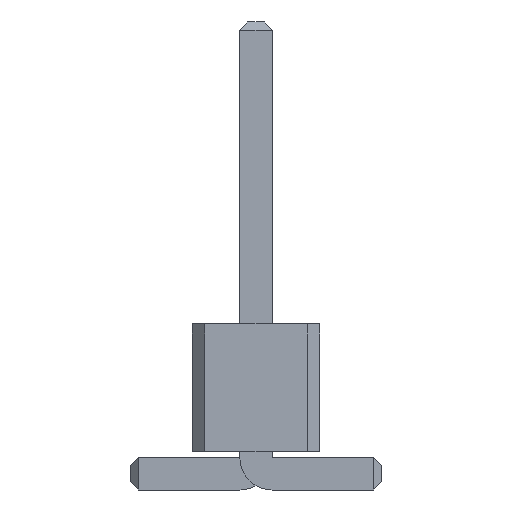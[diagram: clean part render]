
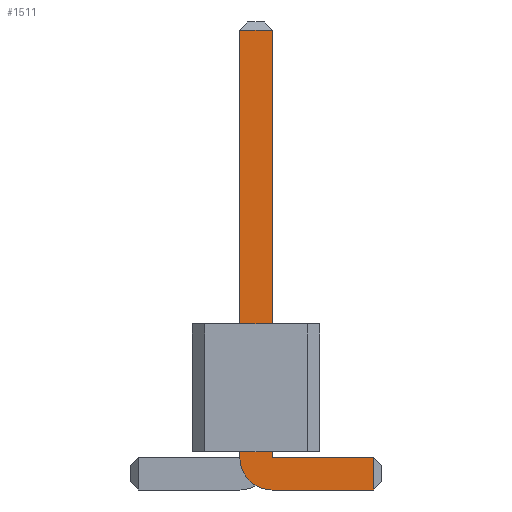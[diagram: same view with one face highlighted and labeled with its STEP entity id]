
A CAD part, front view. The second image highlights one B-rep face of the part: STEP entity #1511.
In plain terms, the highlighted planar face has unit normal (0, -1, 0).
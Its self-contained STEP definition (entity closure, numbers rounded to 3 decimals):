
#67=DIRECTION('',(1.,0.,0.));
#611=VECTOR('',#67,1.);
#664=DIRECTION('',(-1.,0.,0.));
#1205=VECTOR('',#664,1.);
#1320=DIRECTION('',(-0.,1.,0.));
#1321=DIRECTION('',(0.,0.,-1.));
#1328=VECTOR('',#1329,1.);
#1329=DIRECTION('',(0.,0.,1.));
#1340=VECTOR('',#1321,1.);
#1352=DIRECTION('',(0.,1.,0.));
#1353=DIRECTION('',(1.,0.,0.));
#1360=VERTEX_POINT('',#1361);
#1361=CARTESIAN_POINT('',(2.34,-11.75,0.));
#1364=ORIENTED_EDGE('',*,*,#1365,.T.);
#1365=EDGE_CURVE('',#1360,#1366,#1368,.T.);
#1366=VERTEX_POINT('',#1367);
#1367=CARTESIAN_POINT('',(0.32,-11.75,0.));
#1368=LINE('',#1369,#1205);
#1369=CARTESIAN_POINT('',(2.5,-11.75,0.));
#1406=VERTEX_POINT('',#1407);
#1407=CARTESIAN_POINT('',(-0.32,-11.75,0.64));
#1410=EDGE_CURVE('',#1366,#1406,#1411,.T.);
#1411=CIRCLE('',#1412,0.64);
#1412=AXIS2_PLACEMENT_3D('',#1413,#1320,#1321);
#1413=CARTESIAN_POINT('',(0.32,-11.75,0.64));
#1422=VERTEX_POINT('',#1413);
#1424=ORIENTED_EDGE('',*,*,#1425,.T.);
#1425=EDGE_CURVE('',#1422,#1426,#1428,.T.);
#1426=VERTEX_POINT('',#1427);
#1427=CARTESIAN_POINT('',(2.34,-11.75,0.64));
#1428=LINE('',#1413,#611);
#1438=ORIENTED_EDGE('',*,*,#1439,.T.);
#1439=EDGE_CURVE('',#1406,#1440,#1442,.T.);
#1440=VERTEX_POINT('',#1441);
#1441=CARTESIAN_POINT('',(-0.32,-11.75,9.14));
#1442=LINE('',#1443,#1328);
#1443=CARTESIAN_POINT('',(-0.32,-11.75,0.));
#1456=VERTEX_POINT('',#1457);
#1457=CARTESIAN_POINT('',(0.32,-11.75,9.14));
#1459=ORIENTED_EDGE('',*,*,#1460,.T.);
#1460=EDGE_CURVE('',#1456,#1422,#1461,.T.);
#1461=LINE('',#1462,#1340);
#1462=CARTESIAN_POINT('',(0.32,-11.75,9.3));
#1511=ADVANCED_FACE('',(#1512),#1521,.F.);
#1512=FACE_BOUND('',#1513,.F.);
#1513=EDGE_LOOP('',(#1364,#1514,#1438,#1515,#1459,#1424,#1518));
#1514=ORIENTED_EDGE('',*,*,#1410,.T.);
#1515=ORIENTED_EDGE('',*,*,#1516,.T.);
#1516=EDGE_CURVE('',#1440,#1456,#1517,.T.);
#1517=LINE('',#1441,#611);
#1518=ORIENTED_EDGE('',*,*,#1519,.T.);
#1519=EDGE_CURVE('',#1426,#1360,#1520,.T.);
#1520=LINE('',#1427,#1340);
#1521=PLANE('',#1522);
#1522=AXIS2_PLACEMENT_3D('',#1523,#1352,#1353);
#1523=CARTESIAN_POINT('',(0.311,-11.75,3.871));
